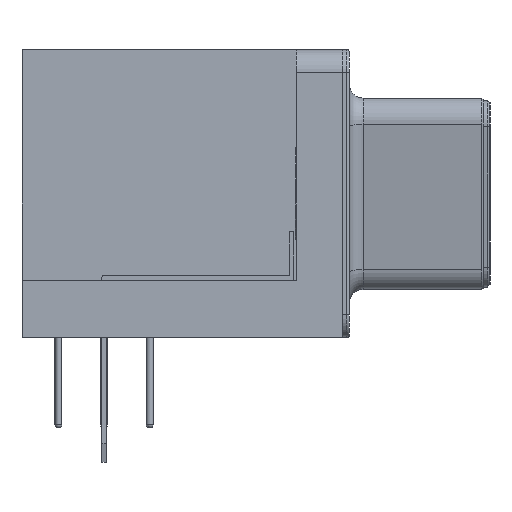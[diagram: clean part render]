
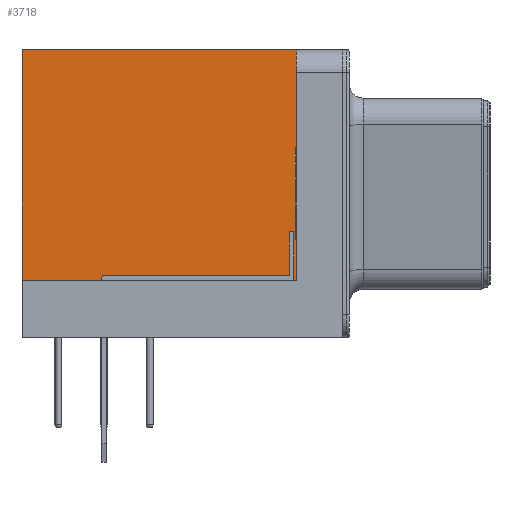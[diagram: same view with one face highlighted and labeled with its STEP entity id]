
A CAD part, left-side view. The second image highlights one B-rep face of the part: STEP entity #3718.
In plain terms, the highlighted planar face has unit normal (-1, 0, 0).
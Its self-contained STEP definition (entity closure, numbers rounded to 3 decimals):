
#1862 = VERTEX_POINT('',#1863);
#1863 = CARTESIAN_POINT('',(-52.748,1.58,12.5));
#1869 = EDGE_CURVE('',#1870,#1862,#1872,.T.);
#1870 = VERTEX_POINT('',#1871);
#1871 = CARTESIAN_POINT('',(-52.748,-10.31,12.5));
#1872 = LINE('',#1873,#1874);
#1873 = CARTESIAN_POINT('',(-52.748,-11.31,12.5));
#1874 = VECTOR('',#1875,1.);
#1875 = DIRECTION('',(0.,1.,0.));
#3648 = EDGE_CURVE('',#3649,#1862,#3651,.T.);
#3649 = VERTEX_POINT('',#3650);
#3650 = CARTESIAN_POINT('',(-52.748,1.58,2.5));
#3651 = LINE('',#3652,#3653);
#3652 = CARTESIAN_POINT('',(-52.748,1.58,4.375));
#3653 = VECTOR('',#3654,1.);
#3654 = DIRECTION('',(0.,0.,1.));
#3676 = VERTEX_POINT('',#3677);
#3677 = CARTESIAN_POINT('',(-52.748,-10.31,2.5));
#3683 = EDGE_CURVE('',#3676,#1870,#3684,.T.);
#3684 = LINE('',#3685,#3686);
#3685 = CARTESIAN_POINT('',(-52.748,-10.31,2.5));
#3686 = VECTOR('',#3687,1.);
#3687 = DIRECTION('',(0.,0.,1.));
#3718 = ADVANCED_FACE('',(#3719),#3730,.F.);
#3719 = FACE_BOUND('',#3720,.F.);
#3720 = EDGE_LOOP('',(#3721,#3722,#3728,#3729));
#3721 = ORIENTED_EDGE('',*,*,#3683,.F.);
#3722 = ORIENTED_EDGE('',*,*,#3723,.T.);
#3723 = EDGE_CURVE('',#3676,#3649,#3724,.T.);
#3724 = LINE('',#3725,#3726);
#3725 = CARTESIAN_POINT('',(-52.748,-10.31,2.5));
#3726 = VECTOR('',#3727,1.);
#3727 = DIRECTION('',(0.,1.,0.));
#3728 = ORIENTED_EDGE('',*,*,#3648,.T.);
#3729 = ORIENTED_EDGE('',*,*,#1869,.F.);
#3730 = PLANE('',#3731);
#3731 = AXIS2_PLACEMENT_3D('',#3732,#3733,#3734);
#3732 = CARTESIAN_POINT('',(-52.748,-10.31,2.5));
#3733 = DIRECTION('',(1.,0.,0.));
#3734 = DIRECTION('',(0.,0.,1.));
